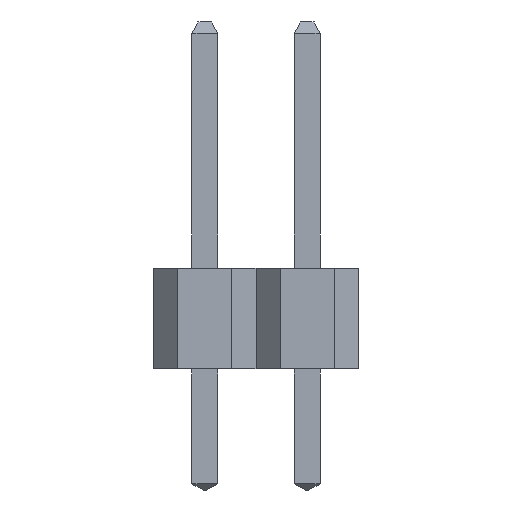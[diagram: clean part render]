
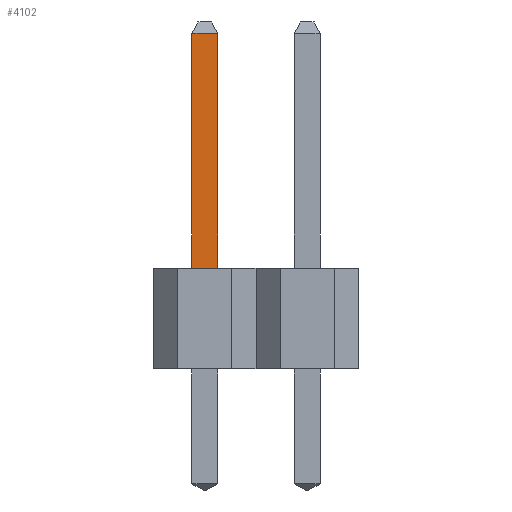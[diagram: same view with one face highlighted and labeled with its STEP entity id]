
A CAD part, front view. The second image highlights one B-rep face of the part: STEP entity #4102.
In plain terms, the highlighted planar face has unit normal (0, -1, 0).
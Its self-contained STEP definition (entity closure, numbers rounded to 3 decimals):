
#84 = DIRECTION ( 'NONE',  ( 0., 0., -1. ) ) ;
#381 = VERTEX_POINT ( 'NONE', #772 ) ;
#772 = CARTESIAN_POINT ( 'NONE',  ( -0.95, -7.94, 8.318 ) ) ;
#850 = CARTESIAN_POINT ( 'NONE',  ( -1.59, -7.94, 8.318 ) ) ;
#1015 = EDGE_CURVE ( 'NONE', #7255, #1110, #2283, .T. ) ;
#1110 = VERTEX_POINT ( 'NONE', #9695 ) ;
#1168 = CARTESIAN_POINT ( 'NONE',  ( 0., -7.94, 2.5 ) ) ;
#1183 = CARTESIAN_POINT ( 'NONE',  ( -0.95, -7.94, 8.6 ) ) ;
#1340 = PLANE ( 'NONE',  #10621 ) ;
#1553 = LINE ( 'NONE', #3932, #9764 ) ;
#2283 = LINE ( 'NONE', #1168, #4599 ) ;
#2802 = DIRECTION ( 'NONE',  ( 0., 0., -1. ) ) ;
#2962 = ORIENTED_EDGE ( 'NONE', *, *, #7301, .T. ) ;
#3393 = DIRECTION ( 'NONE',  ( 0., -1., 0. ) ) ;
#3454 = VERTEX_POINT ( 'NONE', #850 ) ;
#3546 = DIRECTION ( 'NONE',  ( 0., 0., -1. ) ) ;
#3932 = CARTESIAN_POINT ( 'NONE',  ( -1.59, -7.94, 8.6 ) ) ;
#4102 = ADVANCED_FACE ( 'NONE', ( #7894 ), #1340, .T. ) ;
#4599 = VECTOR ( 'NONE', #13453, 1000. ) ;
#4905 = ORIENTED_EDGE ( 'NONE', *, *, #1015, .F. ) ;
#5064 = VECTOR ( 'NONE', #84, 1000. ) ;
#5250 = DIRECTION ( 'NONE',  ( -1., 0., 0. ) ) ;
#5597 = EDGE_LOOP ( 'NONE', ( #7462, #2962, #7983, #4905 ) ) ;
#6349 = LINE ( 'NONE', #8638, #9720 ) ;
#7255 = VERTEX_POINT ( 'NONE', #8343 ) ;
#7301 = EDGE_CURVE ( 'NONE', #381, #3454, #6349, .T. ) ;
#7462 = ORIENTED_EDGE ( 'NONE', *, *, #13476, .F. ) ;
#7894 = FACE_OUTER_BOUND ( 'NONE', #5597, .T. ) ;
#7983 = ORIENTED_EDGE ( 'NONE', *, *, #13573, .T. ) ;
#8343 = CARTESIAN_POINT ( 'NONE',  ( -0.95, -7.94, 2.5 ) ) ;
#8638 = CARTESIAN_POINT ( 'NONE',  ( -1.59, -7.94, 8.318 ) ) ;
#9695 = CARTESIAN_POINT ( 'NONE',  ( -1.59, -7.94, 2.5 ) ) ;
#9720 = VECTOR ( 'NONE', #5250, 1000. ) ;
#9764 = VECTOR ( 'NONE', #2802, 1000. ) ;
#10621 = AXIS2_PLACEMENT_3D ( 'NONE', #11537, #3393, #3546 ) ;
#11313 = LINE ( 'NONE', #1183, #5064 ) ;
#11537 = CARTESIAN_POINT ( 'NONE',  ( -1.59, -7.94, 8.6 ) ) ;
#13453 = DIRECTION ( 'NONE',  ( -1., 0., 0. ) ) ;
#13476 = EDGE_CURVE ( 'NONE', #381, #7255, #11313, .T. ) ;
#13573 = EDGE_CURVE ( 'NONE', #3454, #1110, #1553, .T. ) ;
